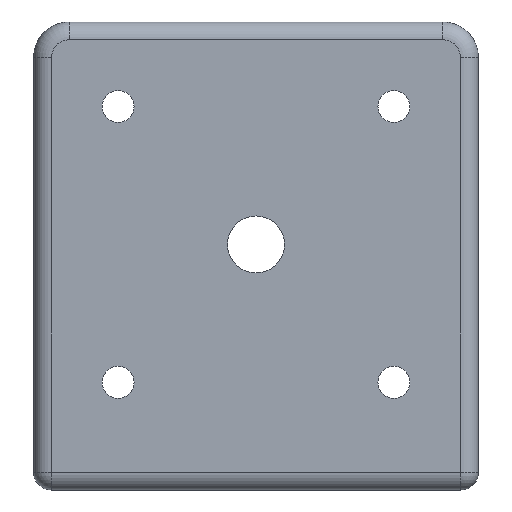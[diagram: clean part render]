
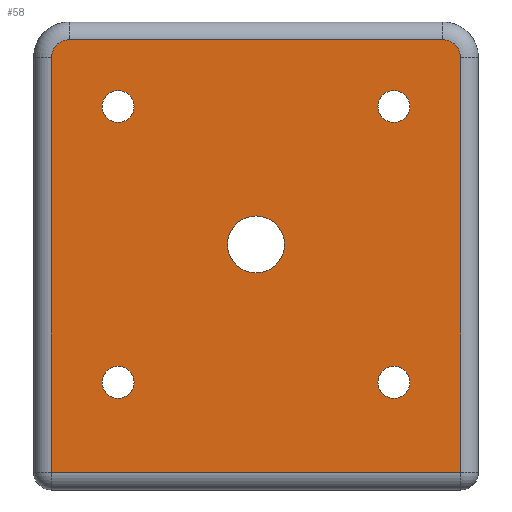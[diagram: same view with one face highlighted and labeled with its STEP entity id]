
A CAD part, front view. The second image highlights one B-rep face of the part: STEP entity #58.
In plain terms, the highlighted planar face has unit normal (0, -1, 0).
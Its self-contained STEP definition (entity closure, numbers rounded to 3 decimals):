
#58=ADVANCED_FACE('',(#153,#155,#157,#159,#161,#163),#165,.T.);
#153=FACE_BOUND('',#154,.T.);
#154=EDGE_LOOP('',(#643,#644,#645,#646,#647,#648));
#155=FACE_BOUND('',#156,.T.);
#156=EDGE_LOOP('',(#649));
#157=FACE_BOUND('',#158,.T.);
#158=EDGE_LOOP('',(#650));
#159=FACE_BOUND('',#160,.T.);
#160=EDGE_LOOP('',(#651));
#161=FACE_BOUND('',#162,.T.);
#162=EDGE_LOOP('',(#652));
#163=FACE_BOUND('',#164,.T.);
#164=EDGE_LOOP('',(#653));
#165=PLANE('',#166);
#166=AXIS2_PLACEMENT_3D('',#167,#168,#169);
#167=CARTESIAN_POINT('',(0.,-14.8,0.));
#168=DIRECTION('',(0.,-1.,0.));
#169=DIRECTION('',(-1.,0.,0.));
#643=ORIENTED_EDGE('',*,*,#907,.F.);
#644=ORIENTED_EDGE('',*,*,#906,.T.);
#645=ORIENTED_EDGE('',*,*,#908,.F.);
#646=ORIENTED_EDGE('',*,*,#909,.T.);
#647=ORIENTED_EDGE('',*,*,#910,.F.);
#648=ORIENTED_EDGE('',*,*,#911,.T.);
#649=ORIENTED_EDGE('',*,*,#912,.T.);
#650=ORIENTED_EDGE('',*,*,#913,.T.);
#651=ORIENTED_EDGE('',*,*,#914,.T.);
#652=ORIENTED_EDGE('',*,*,#915,.T.);
#653=ORIENTED_EDGE('',*,*,#916,.T.);
#906=EDGE_CURVE('',#1052,#1056,#1058,.T.);
#907=EDGE_CURVE('',#1052,#1059,#1060,.T.);
#908=EDGE_CURVE('',#1061,#1056,#1062,.F.);
#909=EDGE_CURVE('',#1061,#1063,#1064,.T.);
#910=EDGE_CURVE('',#1065,#1063,#1066,.F.);
#911=EDGE_CURVE('',#1065,#1059,#1067,.T.);
#912=EDGE_CURVE('',#1068,#1068,#1069,.F.);
#913=EDGE_CURVE('',#1070,#1070,#1071,.F.);
#914=EDGE_CURVE('',#1072,#1072,#1073,.F.);
#915=EDGE_CURVE('',#1074,#1074,#1075,.F.);
#916=EDGE_CURVE('',#1076,#1076,#1077,.F.);
#1052=VERTEX_POINT('',#1322);
#1056=VERTEX_POINT('',#1331);
#1058=LINE('',#1336,#1337);
#1059=VERTEX_POINT('',#1339);
#1060=LINE('',#1340,#1341);
#1061=VERTEX_POINT('',#1343);
#1062=CIRCLE('',#1344,2.);
#1063=VERTEX_POINT('',#1348);
#1064=LINE('',#1349,#1350);
#1065=VERTEX_POINT('',#1352);
#1066=CIRCLE('',#1353,2.);
#1067=LINE('',#1357,#1358);
#1068=VERTEX_POINT('',#1360);
#1069=CIRCLE('',#1361,3.2);
#1070=VERTEX_POINT('',#1365);
#1071=CIRCLE('',#1366,1.8);
#1072=VERTEX_POINT('',#1370);
#1073=CIRCLE('',#1371,1.8);
#1074=VERTEX_POINT('',#1375);
#1075=CIRCLE('',#1376,1.8);
#1076=VERTEX_POINT('',#1380);
#1077=CIRCLE('',#1381,1.8);
#1322=CARTESIAN_POINT('',(23.,-14.8,-25.6));
#1331=CARTESIAN_POINT('',(23.,-14.8,21.));
#1336=CARTESIAN_POINT('',(23.,-14.8,-25.6));
#1337=VECTOR('',#1338,1.);
#1338=DIRECTION('',(0.,0.,1.));
#1339=CARTESIAN_POINT('',(-23.,-14.8,-25.6));
#1340=CARTESIAN_POINT('',(23.,-14.8,-25.6));
#1341=VECTOR('',#1342,1.);
#1342=DIRECTION('',(-1.,0.,0.));
#1343=CARTESIAN_POINT('',(21.,-14.8,23.));
#1344=AXIS2_PLACEMENT_3D('',#1345,#1346,#1347);
#1345=CARTESIAN_POINT('',(21.,-14.8,21.));
#1346=DIRECTION('',(0.,-1.,0.));
#1347=DIRECTION('',(1.,0.,0.));
#1348=CARTESIAN_POINT('',(-21.,-14.8,23.));
#1349=CARTESIAN_POINT('',(21.,-14.8,23.));
#1350=VECTOR('',#1351,1.);
#1351=DIRECTION('',(-1.,0.,0.));
#1352=CARTESIAN_POINT('',(-23.,-14.8,21.));
#1353=AXIS2_PLACEMENT_3D('',#1354,#1355,#1356);
#1354=CARTESIAN_POINT('',(-21.,-14.8,21.));
#1355=DIRECTION('',(0.,-1.,0.));
#1356=DIRECTION('',(0.,0.,1.));
#1357=CARTESIAN_POINT('',(-23.,-14.8,21.));
#1358=VECTOR('',#1359,1.);
#1359=DIRECTION('',(0.,0.,-1.));
#1360=CARTESIAN_POINT('',(-3.2,-14.8,0.));
#1361=AXIS2_PLACEMENT_3D('',#1362,#1363,#1364);
#1362=CARTESIAN_POINT('',(0.,-14.8,0.));
#1363=DIRECTION('',(0.,-1.,0.));
#1364=DIRECTION('',(-1.,0.,0.));
#1365=CARTESIAN_POINT('',(-17.3,-14.8,15.5));
#1366=AXIS2_PLACEMENT_3D('',#1367,#1368,#1369);
#1367=CARTESIAN_POINT('',(-15.5,-14.8,15.5));
#1368=DIRECTION('',(0.,-1.,0.));
#1369=DIRECTION('',(-1.,0.,0.));
#1370=CARTESIAN_POINT('',(13.7,-14.8,15.5));
#1371=AXIS2_PLACEMENT_3D('',#1372,#1373,#1374);
#1372=CARTESIAN_POINT('',(15.5,-14.8,15.5));
#1373=DIRECTION('',(0.,-1.,0.));
#1374=DIRECTION('',(-1.,0.,0.));
#1375=CARTESIAN_POINT('',(13.7,-14.8,-15.5));
#1376=AXIS2_PLACEMENT_3D('',#1377,#1378,#1379);
#1377=CARTESIAN_POINT('',(15.5,-14.8,-15.5));
#1378=DIRECTION('',(0.,-1.,0.));
#1379=DIRECTION('',(-1.,0.,0.));
#1380=CARTESIAN_POINT('',(-17.3,-14.8,-15.5));
#1381=AXIS2_PLACEMENT_3D('',#1382,#1383,#1384);
#1382=CARTESIAN_POINT('',(-15.5,-14.8,-15.5));
#1383=DIRECTION('',(0.,-1.,0.));
#1384=DIRECTION('',(-1.,0.,0.));
